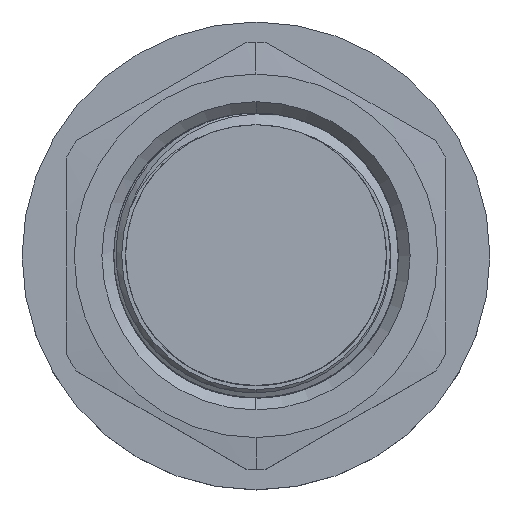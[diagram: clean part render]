
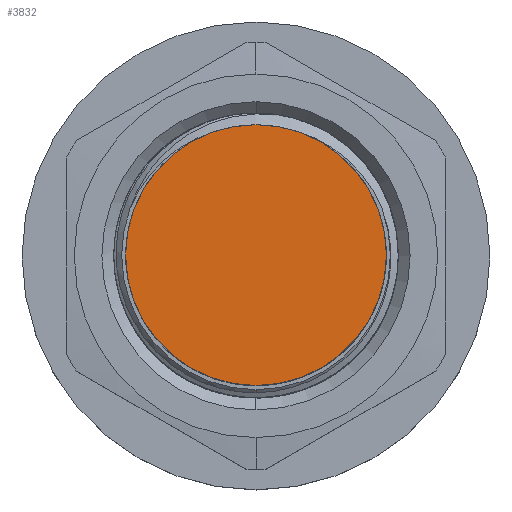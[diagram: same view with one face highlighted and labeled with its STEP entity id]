
A CAD part, top view. The second image highlights one B-rep face of the part: STEP entity #3832.
In plain terms, the highlighted planar face has unit normal (0, 0, 1).
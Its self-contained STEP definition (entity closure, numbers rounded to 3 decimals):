
#3832 = ADVANCED_FACE ( 'NONE', ( #47033 ), #24154, .T. ) ;
#6914 = CARTESIAN_POINT ( 'NONE',  ( 0., -40., 9. ) ) ;
#10726 = DIRECTION ( 'NONE',  ( 0., 1., 0. ) ) ;
#13242 = EDGE_CURVE ( 'NONE', #33098, #20490, #30625, .T. ) ;
#16039 = CIRCLE ( 'NONE', #38610, 8.25 ) ;
#16619 = AXIS2_PLACEMENT_3D ( 'NONE', #31803, #35805, #39637 ) ;
#20306 = ORIENTED_EDGE ( 'NONE', *, *, #13242, .F. ) ;
#20490 = VERTEX_POINT ( 'NONE', #30695 ) ;
#21112 = CARTESIAN_POINT ( 'NONE',  ( 0., -31.75, 9. ) ) ;
#21646 = CARTESIAN_POINT ( 'NONE',  ( 0., -40., 9. ) ) ;
#24154 = PLANE ( 'NONE',  #16619 ) ;
#25496 = EDGE_LOOP ( 'NONE', ( #20306, #26370 ) ) ;
#26370 = ORIENTED_EDGE ( 'NONE', *, *, #42387, .F. ) ;
#28992 = DIRECTION ( 'NONE',  ( 0., 1., 0. ) ) ;
#30625 = CIRCLE ( 'NONE', #43174, 8.25 ) ;
#30695 = CARTESIAN_POINT ( 'NONE',  ( 0., -48.25, 9. ) ) ;
#31803 = CARTESIAN_POINT ( 'NONE',  ( 0., -40., 9. ) ) ;
#33098 = VERTEX_POINT ( 'NONE', #21112 ) ;
#33537 = DIRECTION ( 'NONE',  ( 0., 0., -1. ) ) ;
#35805 = DIRECTION ( 'NONE',  ( 0., 0., 1. ) ) ;
#38610 = AXIS2_PLACEMENT_3D ( 'NONE', #6914, #33537, #10726 ) ;
#39637 = DIRECTION ( 'NONE',  ( 0., -1., 0. ) ) ;
#42387 = EDGE_CURVE ( 'NONE', #20490, #33098, #16039, .T. ) ;
#43174 = AXIS2_PLACEMENT_3D ( 'NONE', #21646, #44817, #28992 ) ;
#44817 = DIRECTION ( 'NONE',  ( 0., 0., -1. ) ) ;
#47033 = FACE_OUTER_BOUND ( 'NONE', #25496, .T. ) ;
